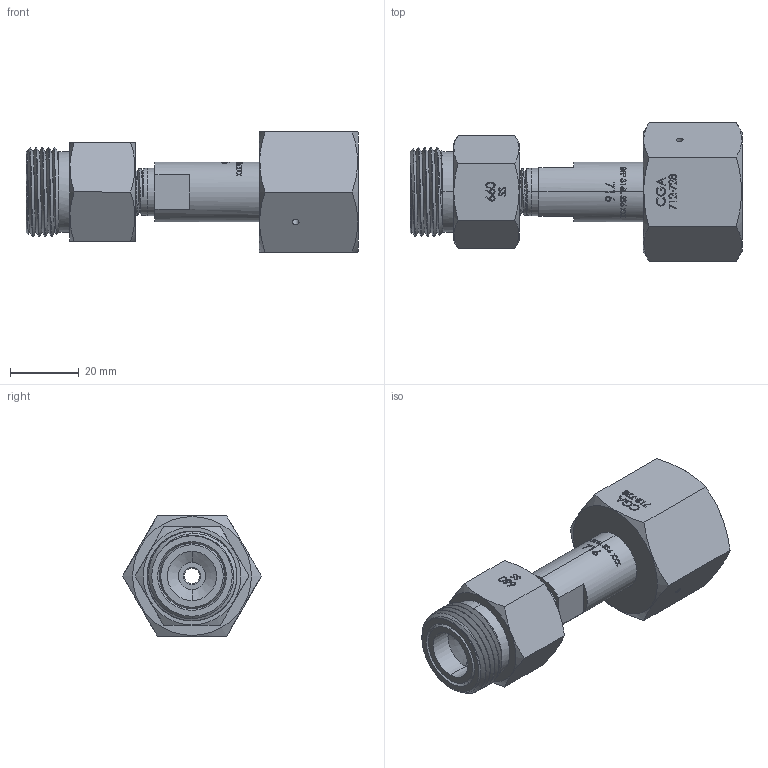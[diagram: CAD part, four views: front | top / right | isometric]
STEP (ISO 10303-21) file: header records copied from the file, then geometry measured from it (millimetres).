
FILE_DESCRIPTION (( 'STEP AP203' ), '1' );
FILE_NAME ('AD-716F660M-SS.STEP', '2025-08-08T13:16:59', ( '' ), ( '' ), 'SwSTEP 2.0', 'SolidWorks 2018', '' );
FILE_SCHEMA (( 'CONFIG_CONTROL_DESIGN' ));
Length unit declared in the file: inch
Products named in the file (5): PRT-001390; PRT-000179; AD-716F660M-SS; ASY-003696; PRT-000884
Assembly tree (4 placements, depth 3):
  AD-716F660M-SS
    ASY-003696
      PRT-000179
      PRT-001390
    PRT-000884
Bounding box: 96.51 x 40.33 x 34.92 mm (x, y, z)
Volume: 47989.8 mm3; surface area: 20470.7 mm2
Topology: 3 solids, 3 shells, 541 faces, 1556 edges, 1068 vertices
Faces by surface type: bspline 191, plane 164, cylinder 90, cone 74, torus 22
Entity records: 44120 total; most frequent: CARTESIAN_POINT 31288, ORIENTED_EDGE 3112, DIRECTION 1676, EDGE_CURVE 1556, VERTEX_POINT 1068, B_SPLINE_CURVE_WITH_KNOTS 845, AXIS2_PLACEMENT_3D 608, EDGE_LOOP 598
